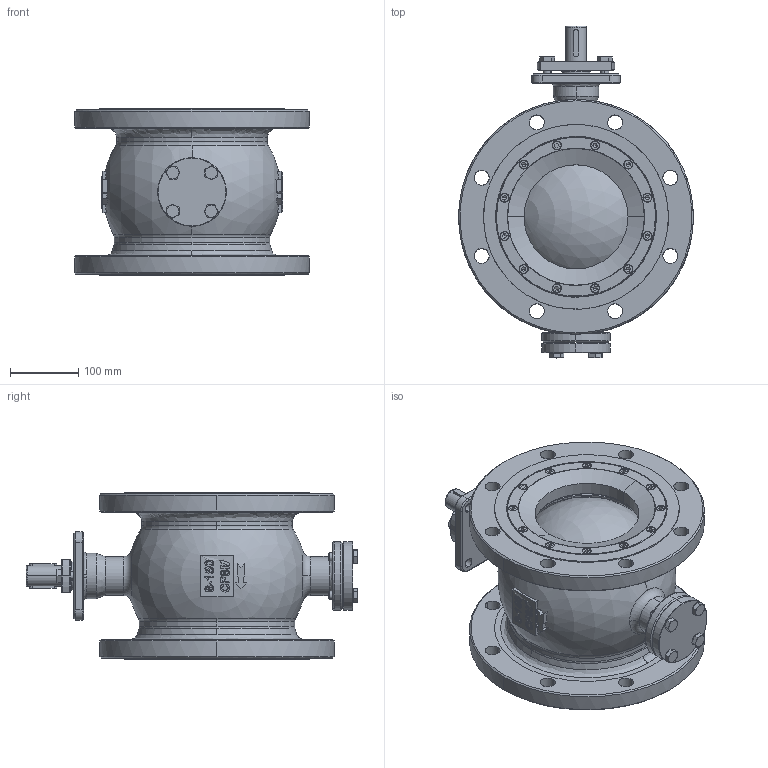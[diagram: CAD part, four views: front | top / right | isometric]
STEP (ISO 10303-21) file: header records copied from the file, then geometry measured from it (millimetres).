
FILE_DESCRIPTION (( 'STEP AP214' ), '1' );
FILE_NAME ('VX-F1-0800-XXX.STEP', '2020-04-21T13:30:54', ( '' ), ( '' ), 'SwSTEP 2.0', 'SolidWorks 2019', '' );
FILE_SCHEMA (( 'AUTOMOTIVE_DESIGN' ));
Length unit declared in the file: inch
Products named in the file (3): VX-F1-0800-XXX_0; VX-F1-0800-XXX
Assembly tree (1 placements, depth 2):
  VX-F1-0800-XXX
    VX-F1-0800-XXX_0
  VX-F1-0800-XXX
Bounding box: 343 x 485 x 243 mm (x, y, z)
Surface area: 905818.4 mm2 (no closed solid volume)
Topology: 0 solids, 41 shells, 680 faces, 1964 edges, 1313 vertices
Faces by surface type: plane 274, cylinder 151, bspline 138, cone 100, torus 12, sphere 5
Entity records: 54210 total; most frequent: CARTESIAN_POINT 30039, ORIENTED_EDGE 3443, DIRECTION 2315, EDGE_CURVE 1931, VERTEX_POINT 1306, B_SPLINE_CURVE_WITH_KNOTS 940, AXIS2_PLACEMENT_3D 879, EDGE_LOOP 806
